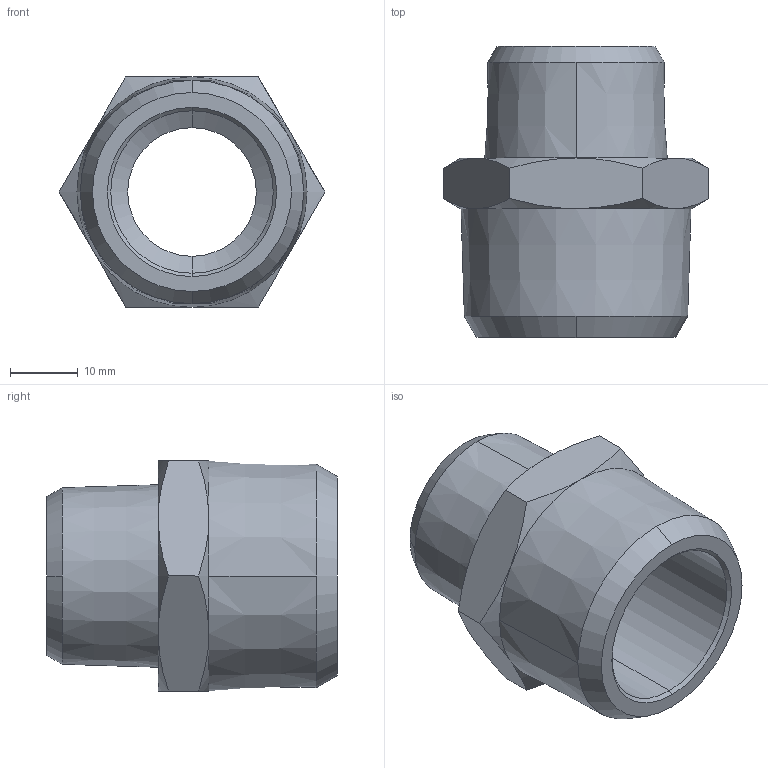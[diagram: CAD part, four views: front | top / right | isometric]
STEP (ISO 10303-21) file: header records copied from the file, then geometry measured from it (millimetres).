
FILE_DESCRIPTION(( 'RA.12.34.01.STEP' ), '1');
FILE_NAME( 'RA.12.34.01.STEP', '2018-10-05T16:03:29',( 'Sopra'),('sopra-pneumatic.com'), 'SwSTEP 2.0','SolidWorks 2009','' );
FILE_SCHEMA (( 'CONFIG_CONTROL_DESIGN' ));
Length unit declared in the file: millimetre
Products named in the file (1): 020200001AS00A
Bounding box: 39.26 x 43 x 34 mm (x, y, z)
Volume: 16727.9 mm3; surface area: 8083.9 mm2
Topology: 1 solids, 1 shells, 41 faces, 90 edges, 53 vertices
Faces by surface type: cone 27, plane 10, cylinder 4
Entity records: 1270 total; most frequent: CARTESIAN_POINT 305, DIRECTION 191, ORIENTED_EDGE 180, EDGE_CURVE 90, AXIS2_PLACEMENT_3D 83, VERTEX_POINT 53, EDGE_LOOP 45, CIRCLE 41
